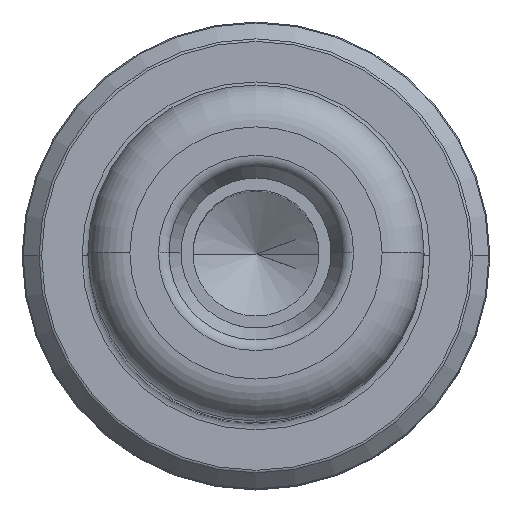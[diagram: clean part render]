
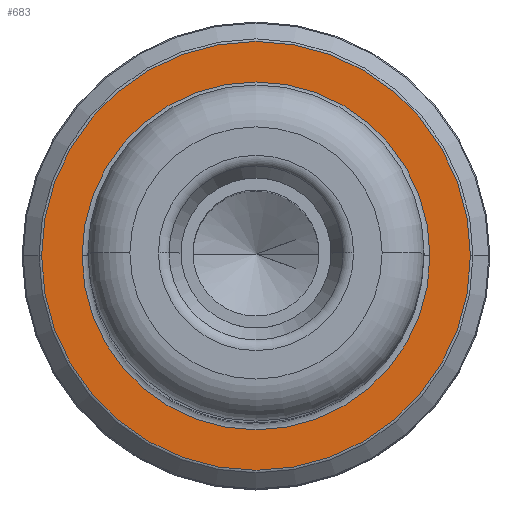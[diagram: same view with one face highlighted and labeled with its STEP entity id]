
A CAD part, top view. The second image highlights one B-rep face of the part: STEP entity #683.
In plain terms, the highlighted planar face has unit normal (0, 0, 1).
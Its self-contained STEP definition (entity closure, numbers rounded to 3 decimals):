
#6 = AXIS2_PLACEMENT_3D ( 'NONE', #2179, #1557, #1859 ) ;
#89 = EDGE_LOOP ( 'NONE', ( #3073, #598 ) ) ;
#333 = FACE_OUTER_BOUND ( 'NONE', #1186, .T. ) ;
#337 = ORIENTED_EDGE ( 'NONE', *, *, #820, .T. ) ;
#464 = CARTESIAN_POINT ( 'NONE',  ( -14.5, 0., 30. ) ) ;
#598 = ORIENTED_EDGE ( 'NONE', *, *, #3673, .T. ) ;
#638 = PLANE ( 'NONE',  #6 ) ;
#655 = DIRECTION ( 'NONE',  ( 0., 0., 1. ) ) ;
#683 = ADVANCED_FACE ( 'NONE', ( #1301, #333 ), #638, .T. ) ;
#686 = CIRCLE ( 'NONE', #2531, 14.5 ) ;
#732 = CIRCLE ( 'NONE', #2953, 14.5 ) ;
#807 = CIRCLE ( 'NONE', #1190, 17.876 ) ;
#820 = EDGE_CURVE ( 'NONE', #3170, #2443, #1559, .T. ) ;
#1022 = EDGE_CURVE ( 'NONE', #2007, #2097, #686, .T. ) ;
#1042 = DIRECTION ( 'NONE',  ( 0., 0., 1. ) ) ;
#1063 = CARTESIAN_POINT ( 'NONE',  ( -17.876, 0., 30. ) ) ;
#1175 = AXIS2_PLACEMENT_3D ( 'NONE', #2197, #655, #2258 ) ;
#1186 = EDGE_LOOP ( 'NONE', ( #3065, #337 ) ) ;
#1190 = AXIS2_PLACEMENT_3D ( 'NONE', #3480, #1042, #1973 ) ;
#1301 = FACE_BOUND ( 'NONE', #89, .T. ) ;
#1557 = DIRECTION ( 'NONE',  ( 0., 0., 1. ) ) ;
#1559 = CIRCLE ( 'NONE', #1175, 17.876 ) ;
#1717 = DIRECTION ( 'NONE',  ( 0., 0., -1. ) ) ;
#1811 = DIRECTION ( 'NONE',  ( -1., 0., 0. ) ) ;
#1859 = DIRECTION ( 'NONE',  ( 1., 0., 0. ) ) ;
#1973 = DIRECTION ( 'NONE',  ( 1., 0., 0. ) ) ;
#1998 = CARTESIAN_POINT ( 'NONE',  ( 14.5, 0., 30. ) ) ;
#2007 = VERTEX_POINT ( 'NONE', #464 ) ;
#2097 = VERTEX_POINT ( 'NONE', #1998 ) ;
#2174 = DIRECTION ( 'NONE',  ( 0., 0., -1. ) ) ;
#2179 = CARTESIAN_POINT ( 'NONE',  ( 0., 0., 30. ) ) ;
#2196 = CARTESIAN_POINT ( 'NONE',  ( 17.876, 0., 30. ) ) ;
#2197 = CARTESIAN_POINT ( 'NONE',  ( 0., 0., 30. ) ) ;
#2258 = DIRECTION ( 'NONE',  ( 1., 0., 0. ) ) ;
#2389 = CARTESIAN_POINT ( 'NONE',  ( 0., 0., 30. ) ) ;
#2443 = VERTEX_POINT ( 'NONE', #2196 ) ;
#2531 = AXIS2_PLACEMENT_3D ( 'NONE', #2389, #1717, #3234 ) ;
#2953 = AXIS2_PLACEMENT_3D ( 'NONE', #3096, #2174, #1811 ) ;
#3065 = ORIENTED_EDGE ( 'NONE', *, *, #3132, .T. ) ;
#3073 = ORIENTED_EDGE ( 'NONE', *, *, #1022, .T. ) ;
#3096 = CARTESIAN_POINT ( 'NONE',  ( 0., 0., 30. ) ) ;
#3132 = EDGE_CURVE ( 'NONE', #2443, #3170, #807, .T. ) ;
#3170 = VERTEX_POINT ( 'NONE', #1063 ) ;
#3234 = DIRECTION ( 'NONE',  ( -1., 0., 0. ) ) ;
#3480 = CARTESIAN_POINT ( 'NONE',  ( 0., 0., 30. ) ) ;
#3673 = EDGE_CURVE ( 'NONE', #2097, #2007, #732, .T. ) ;
